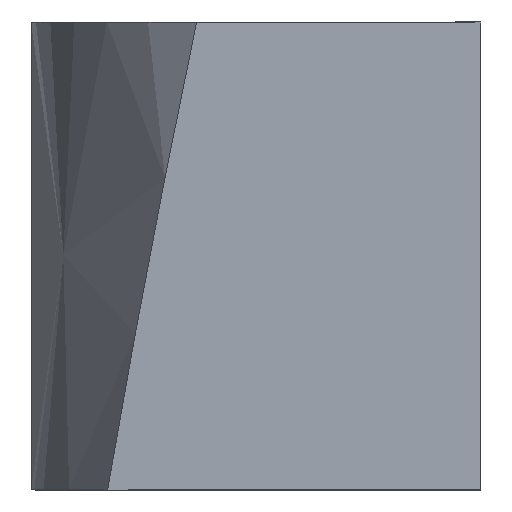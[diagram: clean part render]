
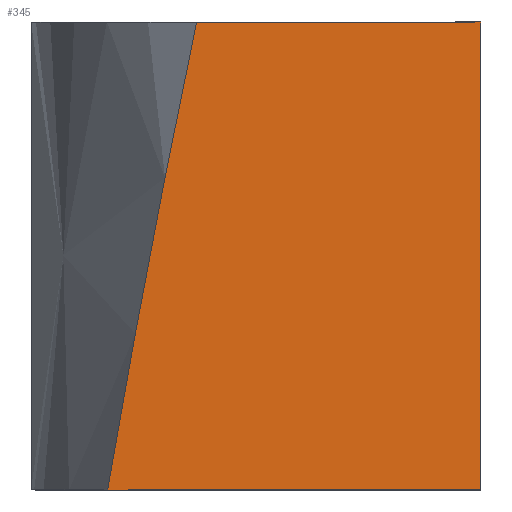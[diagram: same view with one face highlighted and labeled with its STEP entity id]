
A CAD part, left-side view. The second image highlights one B-rep face of the part: STEP entity #345.
In plain terms, the highlighted planar face has unit normal (-1, 0, 0).
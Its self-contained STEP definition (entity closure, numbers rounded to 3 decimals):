
#5 = VECTOR ( 'NONE', #539, 1000. ) ;
#8 = CARTESIAN_POINT ( 'NONE',  ( -60., 6.32, 0. ) ) ;
#16 = EDGE_CURVE ( 'NONE', #714, #154, #612, .T. ) ;
#18 = CARTESIAN_POINT ( 'NONE',  ( -60., -270.607, -58.017 ) ) ;
#48 = CARTESIAN_POINT ( 'NONE',  ( -60., 10., -10.4 ) ) ;
#71 = CARTESIAN_POINT ( 'NONE',  ( -60., 0., 0. ) ) ;
#108 = VECTOR ( 'NONE', #537, 1000. ) ;
#148 = LINE ( 'NONE', #71, #799 ) ;
#154 = VERTEX_POINT ( 'NONE', #632 ) ;
#193 = CIRCLE ( 'NONE', #973, 282.939 ) ;
#228 = LINE ( 'NONE', #48, #108 ) ;
#250 = DIRECTION ( 'NONE',  ( -1., 0., 0. ) ) ;
#321 = ORIENTED_EDGE ( 'NONE', *, *, #845, .T. ) ;
#345 = ADVANCED_FACE ( 'NONE', ( #364 ), #924, .F. ) ;
#350 = AXIS2_PLACEMENT_3D ( 'NONE', #454, #826, #833 ) ;
#364 = FACE_OUTER_BOUND ( 'NONE', #811, .T. ) ;
#371 = CARTESIAN_POINT ( 'NONE',  ( -60., 10., 0. ) ) ;
#429 = ORIENTED_EDGE ( 'NONE', *, *, #16, .F. ) ;
#454 = CARTESIAN_POINT ( 'NONE',  ( -60., 10., 0. ) ) ;
#464 = DIRECTION ( 'NONE',  ( 0., 0., 1. ) ) ;
#477 = CARTESIAN_POINT ( 'NONE',  ( -60., 8.297, -10.4 ) ) ;
#537 = DIRECTION ( 'NONE',  ( 0., -1., 0. ) ) ;
#539 = DIRECTION ( 'NONE',  ( 0., -1., 0. ) ) ;
#557 = VERTEX_POINT ( 'NONE', #477 ) ;
#606 = ORIENTED_EDGE ( 'NONE', *, *, #708, .T. ) ;
#612 = LINE ( 'NONE', #371, #5 ) ;
#632 = CARTESIAN_POINT ( 'NONE',  ( -60., 0., 0. ) ) ;
#654 = EDGE_CURVE ( 'NONE', #557, #776, #228, .T. ) ;
#694 = CARTESIAN_POINT ( 'NONE',  ( -60., 0., -10.4 ) ) ;
#699 = DIRECTION ( 'NONE',  ( 0., 0., 1. ) ) ;
#708 = EDGE_CURVE ( 'NONE', #776, #154, #148, .T. ) ;
#714 = VERTEX_POINT ( 'NONE', #8 ) ;
#732 = ORIENTED_EDGE ( 'NONE', *, *, #654, .T. ) ;
#776 = VERTEX_POINT ( 'NONE', #694 ) ;
#799 = VECTOR ( 'NONE', #699, 1000. ) ;
#811 = EDGE_LOOP ( 'NONE', ( #321, #732, #606, #429 ) ) ;
#826 = DIRECTION ( 'NONE',  ( 1., 0., 0. ) ) ;
#833 = DIRECTION ( 'NONE',  ( 0., 0., -1. ) ) ;
#845 = EDGE_CURVE ( 'NONE', #714, #557, #193, .T. ) ;
#924 = PLANE ( 'NONE',  #350 ) ;
#973 = AXIS2_PLACEMENT_3D ( 'NONE', #18, #250, #464 ) ;
